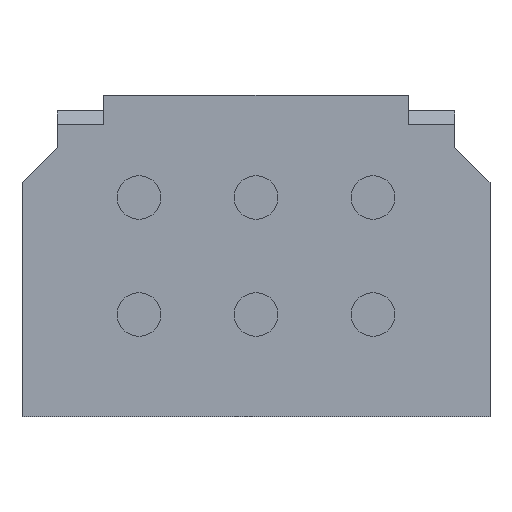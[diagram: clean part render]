
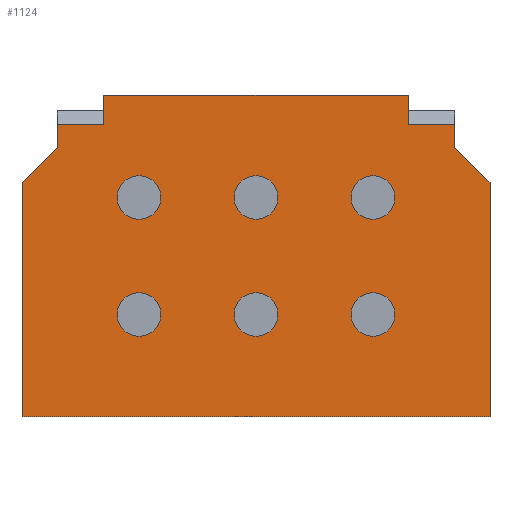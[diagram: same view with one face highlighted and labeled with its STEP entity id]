
A CAD part, front view. The second image highlights one B-rep face of the part: STEP entity #1124.
In plain terms, the highlighted planar face has unit normal (0, -1, 0).
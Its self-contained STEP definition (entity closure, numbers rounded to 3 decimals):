
#1=DIRECTION('',(-0.707,0.,0.707));
#2=VECTOR('',#1,0.849);
#3=CARTESIAN_POINT('',(4.,0.,1.25));
#4=LINE('',#3,#2);
#5=DIRECTION('',(0.,0.,-1.));
#6=VECTOR('',#5,4.);
#7=CARTESIAN_POINT('',(4.,0.,1.25));
#8=LINE('',#7,#6);
#9=DIRECTION('',(-1.,0.,0.));
#10=VECTOR('',#9,8.);
#11=CARTESIAN_POINT('',(4.,0.,-2.75));
#12=LINE('',#11,#10);
#13=DIRECTION('',(0.,0.,1.));
#14=VECTOR('',#13,4.);
#15=CARTESIAN_POINT('',(-4.,0.,-2.75));
#16=LINE('',#15,#14);
#17=DIRECTION('',(-0.707,0.,-0.707));
#18=VECTOR('',#17,0.849);
#19=CARTESIAN_POINT('',(-3.4,0.,1.85));
#20=LINE('',#19,#18);
#21=DIRECTION('',(0.,0.,1.));
#22=VECTOR('',#21,0.4);
#23=CARTESIAN_POINT('',(-3.4,0.,1.85));
#24=LINE('',#23,#22);
#25=DIRECTION('',(1.,0.,0.));
#26=VECTOR('',#25,0.8);
#27=CARTESIAN_POINT('',(-3.4,0.,2.25));
#28=LINE('',#27,#26);
#29=DIRECTION('',(0.,0.,-1.));
#30=VECTOR('',#29,0.5);
#31=CARTESIAN_POINT('',(-2.6,0.,2.75));
#32=LINE('',#31,#30);
#33=DIRECTION('',(1.,0.,0.));
#34=VECTOR('',#33,5.2);
#35=CARTESIAN_POINT('',(-2.6,0.,2.75));
#36=LINE('',#35,#34);
#37=DIRECTION('',(0.,0.,-1.));
#38=VECTOR('',#37,0.5);
#39=CARTESIAN_POINT('',(2.6,0.,2.75));
#40=LINE('',#39,#38);
#41=DIRECTION('',(1.,0.,0.));
#42=VECTOR('',#41,0.8);
#43=CARTESIAN_POINT('',(2.6,0.,2.25));
#44=LINE('',#43,#42);
#45=DIRECTION('',(0.,0.,-1.));
#46=VECTOR('',#45,0.4);
#47=CARTESIAN_POINT('',(3.4,0.,2.25));
#48=LINE('',#47,#46);
#49=CARTESIAN_POINT('',(-2.,0.,-1.));
#50=DIRECTION('',(0.,1.,0.));
#51=DIRECTION('',(1.,0.,0.));
#52=AXIS2_PLACEMENT_3D('',#49,#50,#51);
#54=CARTESIAN_POINT('',(-2.,0.,-1.));
#55=DIRECTION('',(0.,1.,0.));
#56=DIRECTION('',(-1.,0.,0.));
#57=AXIS2_PLACEMENT_3D('',#54,#55,#56);
#59=CARTESIAN_POINT('',(0.,0.,-1.));
#60=DIRECTION('',(0.,1.,0.));
#61=DIRECTION('',(1.,0.,0.));
#62=AXIS2_PLACEMENT_3D('',#59,#60,#61);
#64=CARTESIAN_POINT('',(0.,0.,-1.));
#65=DIRECTION('',(0.,1.,0.));
#66=DIRECTION('',(-1.,0.,0.));
#67=AXIS2_PLACEMENT_3D('',#64,#65,#66);
#69=CARTESIAN_POINT('',(2.,0.,-1.));
#70=DIRECTION('',(0.,1.,0.));
#71=DIRECTION('',(1.,0.,0.));
#72=AXIS2_PLACEMENT_3D('',#69,#70,#71);
#74=CARTESIAN_POINT('',(2.,0.,-1.));
#75=DIRECTION('',(0.,1.,0.));
#76=DIRECTION('',(-1.,0.,0.));
#77=AXIS2_PLACEMENT_3D('',#74,#75,#76);
#79=CARTESIAN_POINT('',(-2.,0.,1.));
#80=DIRECTION('',(0.,1.,0.));
#81=DIRECTION('',(1.,0.,0.));
#82=AXIS2_PLACEMENT_3D('',#79,#80,#81);
#84=CARTESIAN_POINT('',(-2.,0.,1.));
#85=DIRECTION('',(0.,1.,0.));
#86=DIRECTION('',(-1.,0.,0.));
#87=AXIS2_PLACEMENT_3D('',#84,#85,#86);
#89=CARTESIAN_POINT('',(0.,0.,1.));
#90=DIRECTION('',(0.,1.,0.));
#91=DIRECTION('',(1.,0.,0.));
#92=AXIS2_PLACEMENT_3D('',#89,#90,#91);
#94=CARTESIAN_POINT('',(0.,0.,1.));
#95=DIRECTION('',(0.,1.,0.));
#96=DIRECTION('',(-1.,0.,0.));
#97=AXIS2_PLACEMENT_3D('',#94,#95,#96);
#99=CARTESIAN_POINT('',(2.,0.,1.));
#100=DIRECTION('',(0.,1.,0.));
#101=DIRECTION('',(1.,0.,0.));
#102=AXIS2_PLACEMENT_3D('',#99,#100,#101);
#104=CARTESIAN_POINT('',(2.,0.,1.));
#105=DIRECTION('',(0.,1.,0.));
#106=DIRECTION('',(-1.,0.,0.));
#107=AXIS2_PLACEMENT_3D('',#104,#105,#106);
#809=CARTESIAN_POINT('',(4.,0.,-2.75));
#810=CARTESIAN_POINT('',(-4.,0.,-2.75));
#811=VERTEX_POINT('',#809);
#812=VERTEX_POINT('',#810);
#821=CARTESIAN_POINT('',(2.6,0.,2.75));
#822=CARTESIAN_POINT('',(2.6,0.,2.25));
#823=VERTEX_POINT('',#821);
#824=VERTEX_POINT('',#822);
#825=CARTESIAN_POINT('',(3.4,0.,2.25));
#826=VERTEX_POINT('',#825);
#827=CARTESIAN_POINT('',(-3.4,0.,2.25));
#828=CARTESIAN_POINT('',(-2.6,0.,2.25));
#829=VERTEX_POINT('',#827);
#830=VERTEX_POINT('',#828);
#831=CARTESIAN_POINT('',(-2.6,0.,2.75));
#832=VERTEX_POINT('',#831);
#857=CARTESIAN_POINT('',(4.,0.,1.25));
#858=CARTESIAN_POINT('',(3.4,0.,1.85));
#859=VERTEX_POINT('',#857);
#860=VERTEX_POINT('',#858);
#869=CARTESIAN_POINT('',(-3.4,0.,1.85));
#870=VERTEX_POINT('',#869);
#871=CARTESIAN_POINT('',(-4.,0.,1.25));
#872=VERTEX_POINT('',#871);
#1013=CARTESIAN_POINT('',(-1.625,0.,-1.));
#1014=CARTESIAN_POINT('',(-2.375,0.,-1.));
#1015=VERTEX_POINT('',#1013);
#1016=VERTEX_POINT('',#1014);
#1021=CARTESIAN_POINT('',(0.375,0.,-1.));
#1022=CARTESIAN_POINT('',(-0.375,0.,-1.));
#1023=VERTEX_POINT('',#1021);
#1024=VERTEX_POINT('',#1022);
#1029=CARTESIAN_POINT('',(2.375,0.,-1.));
#1030=CARTESIAN_POINT('',(1.625,0.,-1.));
#1031=VERTEX_POINT('',#1029);
#1032=VERTEX_POINT('',#1030);
#1037=CARTESIAN_POINT('',(-1.625,0.,1.));
#1038=CARTESIAN_POINT('',(-2.375,0.,1.));
#1039=VERTEX_POINT('',#1037);
#1040=VERTEX_POINT('',#1038);
#1045=CARTESIAN_POINT('',(0.375,0.,1.));
#1046=CARTESIAN_POINT('',(-0.375,0.,1.));
#1047=VERTEX_POINT('',#1045);
#1048=VERTEX_POINT('',#1046);
#1053=CARTESIAN_POINT('',(2.375,0.,1.));
#1054=CARTESIAN_POINT('',(1.625,0.,1.));
#1055=VERTEX_POINT('',#1053);
#1056=VERTEX_POINT('',#1054);
#1057=CARTESIAN_POINT('',(0.,0.,0.));
#1058=DIRECTION('',(0.,1.,0.));
#1059=DIRECTION('',(1.,0.,0.));
#1060=AXIS2_PLACEMENT_3D('',#1057,#1058,#1059);
#1061=PLANE('',#1060);
#1063=ORIENTED_EDGE('',*,*,#1062,.F.);
#1065=ORIENTED_EDGE('',*,*,#1064,.T.);
#1067=ORIENTED_EDGE('',*,*,#1066,.T.);
#1069=ORIENTED_EDGE('',*,*,#1068,.T.);
#1071=ORIENTED_EDGE('',*,*,#1070,.F.);
#1073=ORIENTED_EDGE('',*,*,#1072,.T.);
#1075=ORIENTED_EDGE('',*,*,#1074,.T.);
#1077=ORIENTED_EDGE('',*,*,#1076,.F.);
#1079=ORIENTED_EDGE('',*,*,#1078,.T.);
#1081=ORIENTED_EDGE('',*,*,#1080,.T.);
#1083=ORIENTED_EDGE('',*,*,#1082,.T.);
#1085=ORIENTED_EDGE('',*,*,#1084,.T.);
#1086=EDGE_LOOP('',(#1063,#1065,#1067,#1069,#1071,#1073,#1075,#1077,#1079,#1081,
#1083,#1085));
#1087=FACE_OUTER_BOUND('',#1086,.F.);
#1089=ORIENTED_EDGE('',*,*,#1088,.F.);
#1091=ORIENTED_EDGE('',*,*,#1090,.F.);
#1092=EDGE_LOOP('',(#1089,#1091));
#1093=FACE_BOUND('',#1092,.F.);
#1095=ORIENTED_EDGE('',*,*,#1094,.F.);
#1097=ORIENTED_EDGE('',*,*,#1096,.F.);
#1098=EDGE_LOOP('',(#1095,#1097));
#1099=FACE_BOUND('',#1098,.F.);
#1101=ORIENTED_EDGE('',*,*,#1100,.F.);
#1103=ORIENTED_EDGE('',*,*,#1102,.F.);
#1104=EDGE_LOOP('',(#1101,#1103));
#1105=FACE_BOUND('',#1104,.F.);
#1107=ORIENTED_EDGE('',*,*,#1106,.F.);
#1109=ORIENTED_EDGE('',*,*,#1108,.F.);
#1110=EDGE_LOOP('',(#1107,#1109));
#1111=FACE_BOUND('',#1110,.F.);
#1113=ORIENTED_EDGE('',*,*,#1112,.F.);
#1115=ORIENTED_EDGE('',*,*,#1114,.F.);
#1116=EDGE_LOOP('',(#1113,#1115));
#1117=FACE_BOUND('',#1116,.F.);
#1119=ORIENTED_EDGE('',*,*,#1118,.F.);
#1121=ORIENTED_EDGE('',*,*,#1120,.F.);
#1122=EDGE_LOOP('',(#1119,#1121));
#1123=FACE_BOUND('',#1122,.F.);
#53=CIRCLE('',#52,0.375);
#58=CIRCLE('',#57,0.375);
#63=CIRCLE('',#62,0.375);
#68=CIRCLE('',#67,0.375);
#73=CIRCLE('',#72,0.375);
#78=CIRCLE('',#77,0.375);
#83=CIRCLE('',#82,0.375);
#88=CIRCLE('',#87,0.375);
#93=CIRCLE('',#92,0.375);
#98=CIRCLE('',#97,0.375);
#103=CIRCLE('',#102,0.375);
#108=CIRCLE('',#107,0.375);
#1062=EDGE_CURVE('',#859,#860,#4,.T.);
#1064=EDGE_CURVE('',#859,#811,#8,.T.);
#1066=EDGE_CURVE('',#811,#812,#12,.T.);
#1068=EDGE_CURVE('',#812,#872,#16,.T.);
#1070=EDGE_CURVE('',#870,#872,#20,.T.);
#1072=EDGE_CURVE('',#870,#829,#24,.T.);
#1074=EDGE_CURVE('',#829,#830,#28,.T.);
#1076=EDGE_CURVE('',#832,#830,#32,.T.);
#1078=EDGE_CURVE('',#832,#823,#36,.T.);
#1080=EDGE_CURVE('',#823,#824,#40,.T.);
#1082=EDGE_CURVE('',#824,#826,#44,.T.);
#1084=EDGE_CURVE('',#826,#860,#48,.T.);
#1088=EDGE_CURVE('',#1015,#1016,#53,.T.);
#1090=EDGE_CURVE('',#1016,#1015,#58,.T.);
#1094=EDGE_CURVE('',#1023,#1024,#63,.T.);
#1096=EDGE_CURVE('',#1024,#1023,#68,.T.);
#1100=EDGE_CURVE('',#1031,#1032,#73,.T.);
#1102=EDGE_CURVE('',#1032,#1031,#78,.T.);
#1106=EDGE_CURVE('',#1039,#1040,#83,.T.);
#1108=EDGE_CURVE('',#1040,#1039,#88,.T.);
#1112=EDGE_CURVE('',#1047,#1048,#93,.T.);
#1114=EDGE_CURVE('',#1048,#1047,#98,.T.);
#1118=EDGE_CURVE('',#1055,#1056,#103,.T.);
#1120=EDGE_CURVE('',#1056,#1055,#108,.T.);
#1124=ADVANCED_FACE('',(#1087,#1093,#1099,#1105,#1111,#1117,#1123),#1061,.F.);
